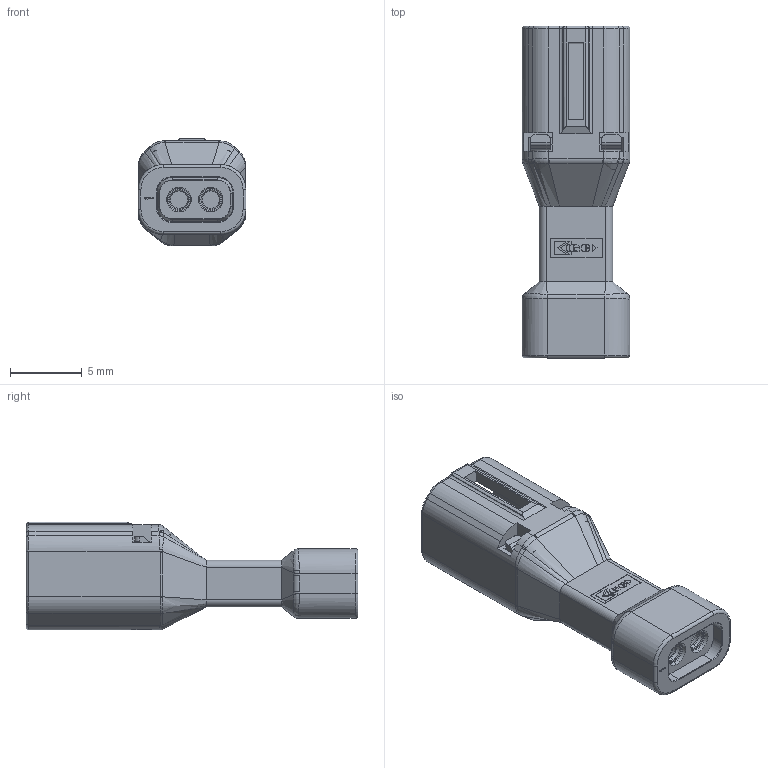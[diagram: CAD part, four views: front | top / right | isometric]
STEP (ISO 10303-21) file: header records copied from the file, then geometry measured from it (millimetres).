
FILE_DESCRIPTION((''),'2;1');
FILE_NAME('02PIN-G-WX','2025-03-18T16:57:08',('NK210218'),(''),'CREO PARAMETRIC BY PTC INC, 2020053','CREO PARAMETRIC BY PTC INC, 2020053','');
FILE_SCHEMA(('CONFIG_CONTROL_DESIGN','SHAPE_APPEARANCE_LAYERS_GROUPS'));
Length unit declared in the file: inch
Products named in the file (1): 02PIN-G-WX
Bounding box: 7.5 x 23.05 x 7.5 mm (x, y, z)
Volume: 482 mm3; surface area: 1031.8 mm2
Topology: 1 solids, 3 shells, 676 faces, 1651 edges, 989 vertices
Faces by surface type: plane 309, cylinder 132, torus 78, cone 78, bspline 68, extrusion 11
Entity records: 28886 total; most frequent: CARTESIAN_POINT 8615, ORIENTED_EDGE 3302, DIRECTION 3051, EDGE_CURVE 1651, AXIS2_PLACEMENT_3D 1019, VECTOR 1013, LINE 1002, VERTEX_POINT 989
